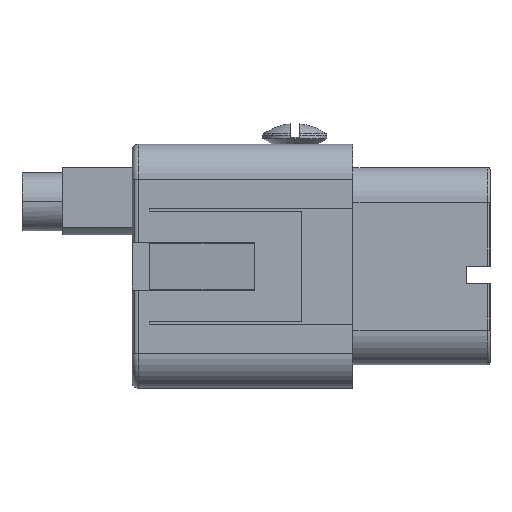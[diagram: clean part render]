
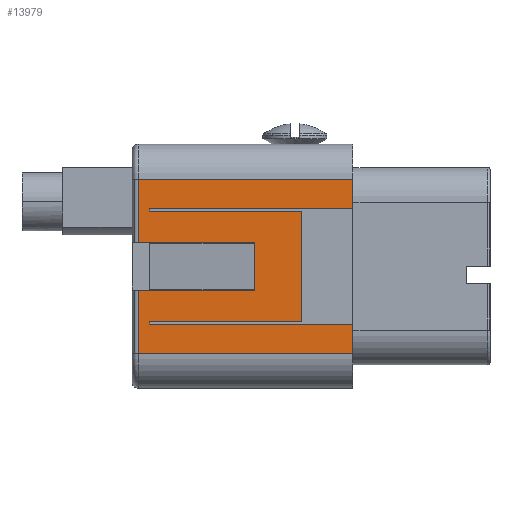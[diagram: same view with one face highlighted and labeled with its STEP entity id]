
A CAD part, front view. The second image highlights one B-rep face of the part: STEP entity #13979.
In plain terms, the highlighted planar face has unit normal (0, -1, 0).
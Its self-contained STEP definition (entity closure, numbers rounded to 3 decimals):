
#13718=CARTESIAN_POINT('',(-8.5,-10.5,-2.0));
#13719=VERTEX_POINT('',#13718);
#13742=CARTESIAN_POINT('',(-8.5,-10.5,2.0));
#13743=VERTEX_POINT('',#13742);
#13757=CARTESIAN_POINT('',(-8.5,-10.5,-2.0));
#13758=DIRECTION('',(0.0,0.0,1.0));
#13759=VECTOR('',#13758,4.0);
#13760=LINE('',#13757,#13759);
#13761=EDGE_CURVE('',#13719,#13743,#13760,.T.);
#13803=CARTESIAN_POINT('',(-8.5,-10.5,-2.05));
#13804=VERTEX_POINT('',#13803);
#13811=CARTESIAN_POINT('',(-8.5,-10.5,-2.05));
#13812=DIRECTION('',(0.,0.0,1.0));
#13813=VECTOR('',#13812,0.05);
#13814=LINE('',#13811,#13813);
#13815=EDGE_CURVE('',#13804,#13719,#13814,.T.);
#13826=CARTESIAN_POINT('',(-8.5,-10.5,2.05));
#13827=VERTEX_POINT('',#13826);
#13828=CARTESIAN_POINT('',(-8.5,-10.5,2.0));
#13829=DIRECTION('',(0.,0.0,1.0));
#13830=VECTOR('',#13829,0.05);
#13831=LINE('',#13828,#13830);
#13832=EDGE_CURVE('',#13743,#13827,#13831,.T.);
#13851=CARTESIAN_POINT('',(0.0,-10.5,7.5));
#13852=DIRECTION('',(0.0,-1.0,0.0));
#13853=DIRECTION('',(0.0,0.0,-1.0));
#13854=AXIS2_PLACEMENT_3D('',#13851,#13852,#13853);
#13855=PLANE('',#13854);
#13856=CARTESIAN_POINT('',(-18.5,-10.5,-2.05));
#13857=VERTEX_POINT('',#13856);
#13858=CARTESIAN_POINT('',(-8.5,-10.5,-2.05));
#13859=DIRECTION('',(-1.0,0.0,0.0));
#13860=VECTOR('',#13859,10.);
#13861=LINE('',#13858,#13860);
#13862=EDGE_CURVE('',#13804,#13857,#13861,.T.);
#13863=ORIENTED_EDGE('',*,*,#13862,.T.);
#13864=CARTESIAN_POINT('',(-18.5,-10.5,-7.5));
#13865=VERTEX_POINT('',#13864);
#13866=CARTESIAN_POINT('',(-18.5,-10.5,-7.5));
#13867=DIRECTION('',(0.0,0.0,1.0));
#13868=VECTOR('',#13867,5.45);
#13869=LINE('',#13866,#13868);
#13870=EDGE_CURVE('',#13865,#13857,#13869,.T.);
#13871=ORIENTED_EDGE('',*,*,#13870,.F.);
#13872=CARTESIAN_POINT('',(0.0,-10.5,-7.5));
#13873=VERTEX_POINT('',#13872);
#13874=CARTESIAN_POINT('',(0.0,-10.5,-7.5));
#13875=DIRECTION('',(-1.0,0.0,0.0));
#13876=VECTOR('',#13875,18.5);
#13877=LINE('',#13874,#13876);
#13878=EDGE_CURVE('',#13873,#13865,#13877,.T.);
#13879=ORIENTED_EDGE('',*,*,#13878,.F.);
#13880=CARTESIAN_POINT('',(0.0,-10.5,-5.0));
#13881=VERTEX_POINT('',#13880);
#13882=CARTESIAN_POINT('',(0.0,-10.5,-5.0));
#13883=DIRECTION('',(0.0,0.0,-1.0));
#13884=VECTOR('',#13883,2.5);
#13885=LINE('',#13882,#13884);
#13886=EDGE_CURVE('',#13881,#13873,#13885,.T.);
#13887=ORIENTED_EDGE('',*,*,#13886,.F.);
#13888=CARTESIAN_POINT('',(-17.5,-10.5,-5.0));
#13889=VERTEX_POINT('',#13888);
#13890=CARTESIAN_POINT('',(0.0,-10.5,-5.0));
#13891=DIRECTION('',(-1.0,0.0,0.0));
#13892=VECTOR('',#13891,17.5);
#13893=LINE('',#13890,#13892);
#13894=EDGE_CURVE('',#13881,#13889,#13893,.T.);
#13895=ORIENTED_EDGE('',*,*,#13894,.T.);
#13896=CARTESIAN_POINT('',(-17.5,-10.5,-4.75));
#13897=VERTEX_POINT('',#13896);
#13898=CARTESIAN_POINT('',(-17.5,-10.5,-5.0));
#13899=DIRECTION('',(0.0,0.0,1.0));
#13900=VECTOR('',#13899,0.25);
#13901=LINE('',#13898,#13900);
#13902=EDGE_CURVE('',#13889,#13897,#13901,.T.);
#13903=ORIENTED_EDGE('',*,*,#13902,.T.);
#13904=CARTESIAN_POINT('',(-4.4,-10.5,-4.75));
#13905=VERTEX_POINT('',#13904);
#13906=CARTESIAN_POINT('',(-4.4,-10.5,-4.75));
#13907=DIRECTION('',(-1.0,0.0,0.0));
#13908=VECTOR('',#13907,13.1);
#13909=LINE('',#13906,#13908);
#13910=EDGE_CURVE('',#13905,#13897,#13909,.T.);
#13911=ORIENTED_EDGE('',*,*,#13910,.F.);
#13912=CARTESIAN_POINT('',(-4.4,-10.5,4.75));
#13913=VERTEX_POINT('',#13912);
#13914=CARTESIAN_POINT('',(-4.4,-10.5,4.75));
#13915=DIRECTION('',(0.0,0.0,-1.0));
#13916=VECTOR('',#13915,9.5);
#13917=LINE('',#13914,#13916);
#13918=EDGE_CURVE('',#13913,#13905,#13917,.T.);
#13919=ORIENTED_EDGE('',*,*,#13918,.F.);
#13920=CARTESIAN_POINT('',(-17.5,-10.5,4.75));
#13921=VERTEX_POINT('',#13920);
#13922=CARTESIAN_POINT('',(-17.5,-10.5,4.75));
#13923=DIRECTION('',(1.0,0.0,0.0));
#13924=VECTOR('',#13923,13.1);
#13925=LINE('',#13922,#13924);
#13926=EDGE_CURVE('',#13921,#13913,#13925,.T.);
#13927=ORIENTED_EDGE('',*,*,#13926,.F.);
#13928=CARTESIAN_POINT('',(-17.5,-10.5,5.0));
#13929=VERTEX_POINT('',#13928);
#13930=CARTESIAN_POINT('',(-17.5,-10.5,4.75));
#13931=DIRECTION('',(0.0,0.0,1.0));
#13932=VECTOR('',#13931,0.25);
#13933=LINE('',#13930,#13932);
#13934=EDGE_CURVE('',#13921,#13929,#13933,.T.);
#13935=ORIENTED_EDGE('',*,*,#13934,.T.);
#13936=CARTESIAN_POINT('',(0.0,-10.5,5.0));
#13937=VERTEX_POINT('',#13936);
#13938=CARTESIAN_POINT('',(-17.5,-10.5,5.0));
#13939=DIRECTION('',(1.0,0.0,0.0));
#13940=VECTOR('',#13939,17.5);
#13941=LINE('',#13938,#13940);
#13942=EDGE_CURVE('',#13929,#13937,#13941,.T.);
#13943=ORIENTED_EDGE('',*,*,#13942,.T.);
#13944=CARTESIAN_POINT('',(0.0,-10.5,7.5));
#13945=VERTEX_POINT('',#13944);
#13946=CARTESIAN_POINT('',(0.0,-10.5,7.5));
#13947=DIRECTION('',(0.0,0.0,-1.0));
#13948=VECTOR('',#13947,2.5);
#13949=LINE('',#13946,#13948);
#13950=EDGE_CURVE('',#13945,#13937,#13949,.T.);
#13951=ORIENTED_EDGE('',*,*,#13950,.F.);
#13952=CARTESIAN_POINT('',(-18.5,-10.5,7.5));
#13953=VERTEX_POINT('',#13952);
#13954=CARTESIAN_POINT('',(0.0,-10.5,7.5));
#13955=DIRECTION('',(-1.0,0.0,0.0));
#13956=VECTOR('',#13955,18.5);
#13957=LINE('',#13954,#13956);
#13958=EDGE_CURVE('',#13945,#13953,#13957,.T.);
#13959=ORIENTED_EDGE('',*,*,#13958,.T.);
#13960=CARTESIAN_POINT('',(-18.5,-10.5,2.05));
#13961=VERTEX_POINT('',#13960);
#13962=CARTESIAN_POINT('',(-18.5,-10.5,2.05));
#13963=DIRECTION('',(0.0,0.0,1.0));
#13964=VECTOR('',#13963,5.45);
#13965=LINE('',#13962,#13964);
#13966=EDGE_CURVE('',#13961,#13953,#13965,.T.);
#13967=ORIENTED_EDGE('',*,*,#13966,.F.);
#13968=CARTESIAN_POINT('',(-8.5,-10.5,2.05));
#13969=DIRECTION('',(-1.0,0.0,0.0));
#13970=VECTOR('',#13969,10.);
#13971=LINE('',#13968,#13970);
#13972=EDGE_CURVE('',#13827,#13961,#13971,.T.);
#13973=ORIENTED_EDGE('',*,*,#13972,.F.);
#13974=ORIENTED_EDGE('',*,*,#13832,.F.);
#13975=ORIENTED_EDGE('',*,*,#13761,.F.);
#13976=ORIENTED_EDGE('',*,*,#13815,.F.);
#13977=EDGE_LOOP('',(#13863,#13871,#13879,#13887,#13895,#13903,#13911,#13919,#13927,#13935,#13943,#13951,#13959,#13967,#13973,#13974,#13975,#13976));
#13978=FACE_OUTER_BOUND('',#13977,.T.);
#13979=ADVANCED_FACE('',(#13978),#13855,.T.);
